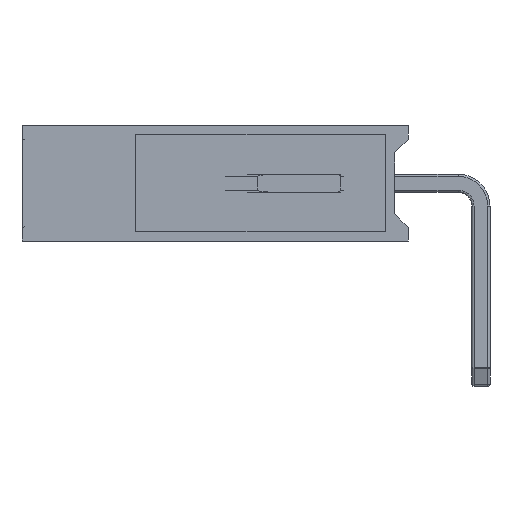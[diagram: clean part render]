
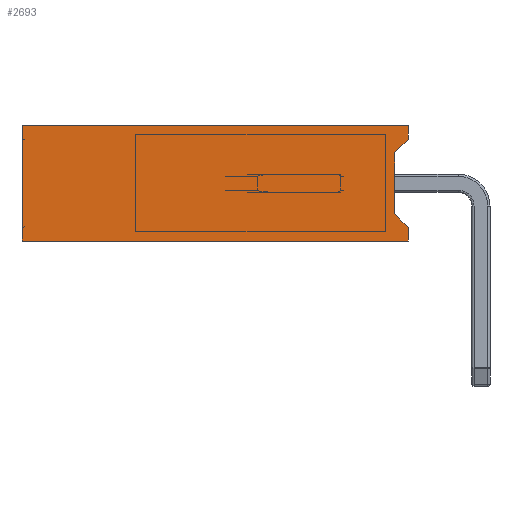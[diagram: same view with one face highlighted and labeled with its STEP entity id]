
A CAD part, left-side view. The second image highlights one B-rep face of the part: STEP entity #2693.
In plain terms, the highlighted planar face has unit normal (-1, 0, 0).
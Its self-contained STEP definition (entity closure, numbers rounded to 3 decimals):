
#186=PLANE('',#2931);
#261=FACE_OUTER_BOUND('',#424,.T.);
#424=EDGE_LOOP('',(#1793,#1794,#1795,#1796,#1797,#1798,#1799,#1800));
#591=LINE('',#4236,#789);
#595=LINE('',#4244,#793);
#601=LINE('',#4259,#799);
#612=LINE('',#4279,#810);
#613=LINE('',#4282,#811);
#616=LINE('',#4288,#814);
#617=LINE('',#4290,#815);
#618=LINE('',#4291,#816);
#789=VECTOR('',#3334,10.);
#793=VECTOR('',#3340,10.);
#799=VECTOR('',#3352,10.);
#810=VECTOR('',#3369,10.);
#811=VECTOR('',#3372,10.);
#814=VECTOR('',#3377,10.);
#815=VECTOR('',#3378,10.);
#816=VECTOR('',#3379,10.);
#1143=VERTEX_POINT('',#4234);
#1144=VERTEX_POINT('',#4235);
#1147=VERTEX_POINT('',#4243);
#1153=VERTEX_POINT('',#4258);
#1159=VERTEX_POINT('',#4277);
#1160=VERTEX_POINT('',#4281);
#1162=VERTEX_POINT('',#4287);
#1163=VERTEX_POINT('',#4289);
#1367=EDGE_CURVE('',#1143,#1144,#591,.T.);
#1371=EDGE_CURVE('',#1147,#1144,#595,.T.);
#1379=EDGE_CURVE('',#1147,#1153,#601,.T.);
#1390=EDGE_CURVE('',#1143,#1159,#612,.T.);
#1391=EDGE_CURVE('',#1160,#1153,#613,.T.);
#1394=EDGE_CURVE('',#1159,#1162,#616,.T.);
#1395=EDGE_CURVE('',#1163,#1162,#617,.T.);
#1396=EDGE_CURVE('',#1160,#1163,#618,.T.);
#1793=ORIENTED_EDGE('',*,*,#1371,.T.);
#1794=ORIENTED_EDGE('',*,*,#1367,.F.);
#1795=ORIENTED_EDGE('',*,*,#1390,.T.);
#1796=ORIENTED_EDGE('',*,*,#1394,.T.);
#1797=ORIENTED_EDGE('',*,*,#1395,.F.);
#1798=ORIENTED_EDGE('',*,*,#1396,.F.);
#1799=ORIENTED_EDGE('',*,*,#1391,.T.);
#1800=ORIENTED_EDGE('',*,*,#1379,.F.);
#2693=ADVANCED_FACE('',(#261),#186,.T.);
#2931=AXIS2_PLACEMENT_3D('',#4286,#3375,#3376);
#3334=DIRECTION('',(0.,0.707,-0.707));
#3340=DIRECTION('',(0.,0.,1.));
#3352=DIRECTION('',(0.,-0.707,-0.707));
#3369=DIRECTION('',(0.,0.,1.));
#3372=DIRECTION('',(0.,0.,1.));
#3375=DIRECTION('center_axis',(-1.,0.,0.));
#3376=DIRECTION('ref_axis',(0.,0.,
1.));
#3377=DIRECTION('',(0.,1.,0.));
#3378=DIRECTION('',(0.,0.,1.));
#3379=DIRECTION('',(0.,1.,0.));
#4234=CARTESIAN_POINT('',(-1.27,1.6,2.24));
#4235=CARTESIAN_POINT('',(-1.27,1.9,1.94));
#4236=CARTESIAN_POINT('',(-1.27,2.235,1.605));
#4243=CARTESIAN_POINT('',(-1.27,1.9,0.6));
#4244=CARTESIAN_POINT('',(-1.27,1.9,0.635));
#4258=CARTESIAN_POINT('',(-1.27,1.6,0.3));
#4259=CARTESIAN_POINT('',(-1.27,1.6,0.3));
#4277=CARTESIAN_POINT('',(-1.27,1.6,2.54));
#4279=CARTESIAN_POINT('',(-1.27,1.6,0.));
#4281=CARTESIAN_POINT('',(-1.27,1.6,0.));
#4282=CARTESIAN_POINT('',(-1.27,1.6,0.));
#4286=CARTESIAN_POINT('Origin',(-1.27,1.6,0.));
#4287=CARTESIAN_POINT('',(-1.27,10.1,2.54));
#4288=CARTESIAN_POINT('',(-1.27,1.6,2.54));
#4289=CARTESIAN_POINT('',(-1.27,10.1,0.));
#4290=CARTESIAN_POINT('',(-1.27,10.1,0.));
#4291=CARTESIAN_POINT('',(-1.27,1.6,0.));
